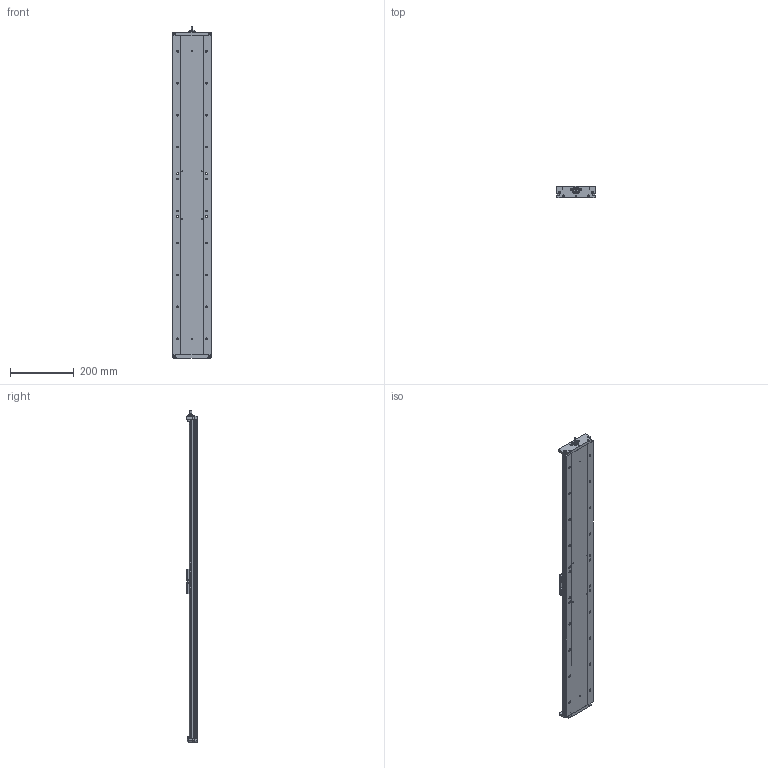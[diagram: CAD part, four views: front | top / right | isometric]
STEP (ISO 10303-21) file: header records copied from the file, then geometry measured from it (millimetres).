
FILE_DESCRIPTION (( 'STEP AP203' ), '1' );
FILE_NAME ('LAHP-33WTM910LP25.step', '2020-12-09T21:48:47', ( '' ), ( '' ), 'SwSTEP 2.0', 'SolidWorks 2019', '' );
FILE_SCHEMA (( 'CONFIG_CONTROL_DESIGN' ));
Length unit declared in the file: inch
Products named in the file (3): LAHP-33WTM910LP25_CARRIAGE; LAHP-33WTM910LP25; LAHP-33WTM910LP25_BASE
Assembly tree (2 placements, depth 2):
  LAHP-33WTM910LP25
    LAHP-33WTM910LP25_BASE
    LAHP-33WTM910LP25_CARRIAGE
Bounding box: 120 x 34.59 x 1039.06 mm (x, y, z)
Volume: 1440795.2 mm3; surface area: 454977.8 mm2
Topology: 2 solids, 13 shells, 2497 faces, 5990 edges, 3671 vertices
Faces by surface type: cylinder 1290, plane 791, cone 396, bspline 14, torus 6
Entity records: 71842 total; most frequent: DIRECTION 13361, CARTESIAN_POINT 12720, ORIENTED_EDGE 11280, EDGE_CURVE 5640, AXIS2_PLACEMENT_3D 5301, VERTEX_POINT 3671, EDGE_LOOP 3099, CIRCLE 2813
